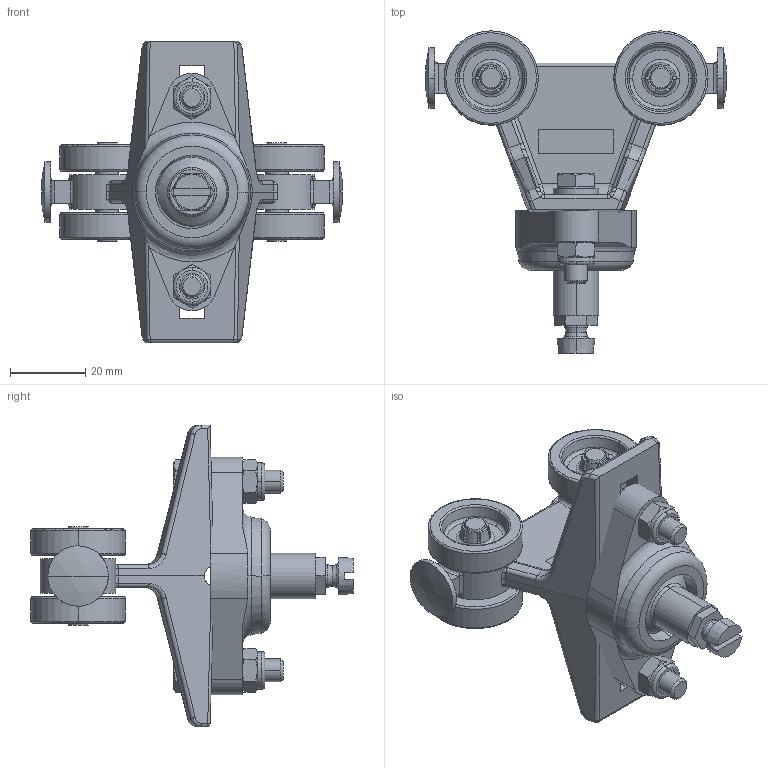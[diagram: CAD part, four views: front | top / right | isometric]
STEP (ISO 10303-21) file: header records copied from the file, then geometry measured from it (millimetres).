
FILE_DESCRIPTION (( 'STEP AP214' ), '1' );
FILE_NAME ('0020607.step', '2023-03-07T11:02:54', ( '' ), ( '' ), 'SwSTEP 2.0', 'SolidWorks 2020', '' );
FILE_SCHEMA (( 'AUTOMOTIVE_DESIGN' ));
Length unit declared in the file: inch
Products named in the file (1): 0020607
Bounding box: 79.77 x 85.4 x 80 mm (x, y, z)
Surface area: 26831.1 mm2 (no closed solid volume)
Topology: 0 solids, 25 shells, 583 faces, 1703 edges, 1150 vertices
Faces by surface type: plane 217, cylinder 155, cone 83, torus 78, bspline 42, sphere 8
Entity records: 34636 total; most frequent: CARTESIAN_POINT 12333, ORIENTED_EDGE 2986, DIRECTION 2935, EDGE_CURVE 1699, VERTEX_POINT 1148, AXIS2_PLACEMENT_3D 1119, LINE 697, VECTOR 697
